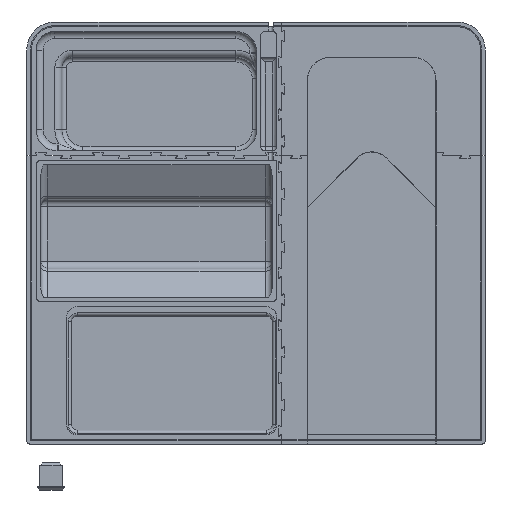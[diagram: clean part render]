
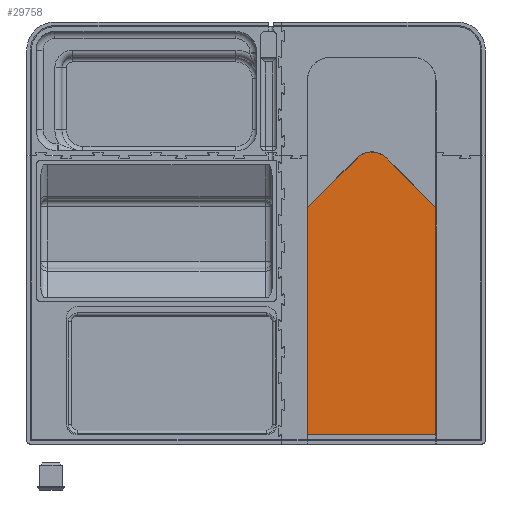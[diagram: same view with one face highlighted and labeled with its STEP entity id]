
A CAD part, top view. The second image highlights one B-rep face of the part: STEP entity #29758.
In plain terms, the highlighted planar face has unit normal (0, 0, 1).
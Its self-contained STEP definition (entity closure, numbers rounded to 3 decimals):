
#649=PLANE('',#31573);
#1890=FACE_OUTER_BOUND('',#3467,.T.);
#3467=EDGE_LOOP('',(#21447,#21448,#21449,#21450,#21451,#21452));
#5301=CIRCLE('',#31565,18.636);
#6312=LINE('',#43523,#9600);
#6316=LINE('',#43548,#9604);
#6326=LINE('',#43568,#9614);
#6331=LINE('',#43578,#9619);
#6332=LINE('',#43579,#9620);
#9600=VECTOR('',#34943,10.);
#9604=VECTOR('',#34955,10.);
#9614=VECTOR('',#34973,10.);
#9619=VECTOR('',#34980,10.);
#9620=VECTOR('',#34981,10.);
#12857=VERTEX_POINT('',#43519);
#12858=VERTEX_POINT('',#43521);
#12859=VERTEX_POINT('',#43530);
#12862=VERTEX_POINT('',#43545);
#12869=VERTEX_POINT('',#43567);
#12873=VERTEX_POINT('',#43577);
#16093=EDGE_CURVE('',#12857,#12858,#6312,.T.);
#16095=EDGE_CURVE('',#12858,#12859,#5301,.T.);
#16100=EDGE_CURVE('',#12859,#12862,#6316,.T.);
#16110=EDGE_CURVE('',#12857,#12869,#6326,.T.);
#16115=EDGE_CURVE('',#12873,#12862,#6331,.T.);
#16116=EDGE_CURVE('',#12873,#12869,#6332,.T.);
#21447=ORIENTED_EDGE('',*,*,#16093,.T.);
#21448=ORIENTED_EDGE('',*,*,#16095,.T.);
#21449=ORIENTED_EDGE('',*,*,#16100,.T.);
#21450=ORIENTED_EDGE('',*,*,#16115,.F.);
#21451=ORIENTED_EDGE('',*,*,#16116,.T.);
#21452=ORIENTED_EDGE('',*,*,#16110,.F.);
#29758=ADVANCED_FACE('',(#1890),#649,.T.);
#31565=AXIS2_PLACEMENT_3D('',#43533,#34945,#34946);
#31573=AXIS2_PLACEMENT_3D('',#43576,#34978,#34979);
#34943=DIRECTION('',(-0.707,0.707,0.));
#34945=DIRECTION('center_axis',(0.,0.,1.));
#34946=DIRECTION('ref_axis',(-0.569,0.822,0.));
#34955=DIRECTION('',(-0.707,-0.707,0.));
#34973=DIRECTION('',(0.,-1.,0.));
#34978=DIRECTION('center_axis',(0.,0.,1.));
#34979=DIRECTION('ref_axis',(1.,0.,0.));
#34980=DIRECTION('',(0.,1.,0.));
#34981=DIRECTION('',(1.,0.,0.));
#43519=CARTESIAN_POINT('',(153.583,197.884,61.));
#43521=CARTESIAN_POINT('',(114.074,237.393,61.));
#43523=CARTESIAN_POINT('',(128.779,222.688,61.));
#43530=CARTESIAN_POINT('',(88.143,242.111,61.));
#43533=CARTESIAN_POINT('Origin',(98.75,226.787,61.));
#43545=CARTESIAN_POINT('',(43.917,197.884,61.));
#43548=CARTESIAN_POINT('',(46.958,200.925,61.));
#43567=CARTESIAN_POINT('',(153.583,4.,61.));
#43568=CARTESIAN_POINT('',(153.583,121.438,61.));
#43576=CARTESIAN_POINT('Origin',(98.75,163.25,61.));
#43577=CARTESIAN_POINT('',(43.917,4.,61.));
#43578=CARTESIAN_POINT('',(43.917,199.062,61.));
#43579=CARTESIAN_POINT('',(126.25,4.,61.));
